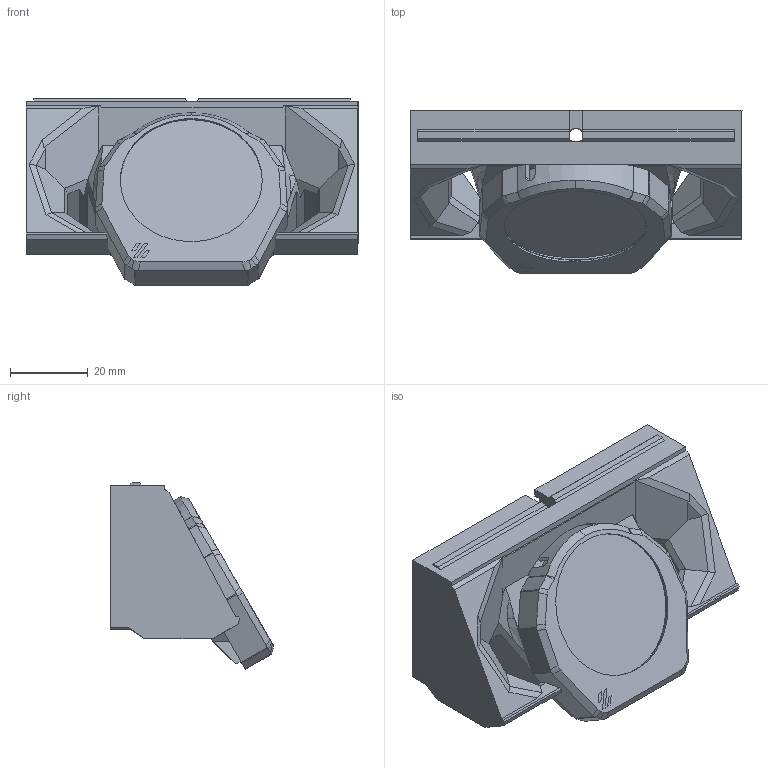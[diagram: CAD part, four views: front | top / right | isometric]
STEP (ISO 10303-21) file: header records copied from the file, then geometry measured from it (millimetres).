
FILE_DESCRIPTION(('HOOPS Exchange Step'),'2;1');
FILE_NAME('temp_export','2025-05-29T23:49:40+20:00',('tariel'),('Shapr3D Limited'),'HOOPS Exchange 2024.8','Shapr3D','Authorized');
FILE_SCHEMA( ('AP242_MANAGED_MODEL_BASED_3D_ENGINEERING_MIM_LF {1 0 10303 442 1 1 4}') );
Length unit declared in the file: millimetre
Products named in the file (3): voron logo; Knomi 2 StealthSkirt Mount; root
Assembly tree (2 placements, depth 3):
  root
    Knomi 2 StealthSkirt Mount
      voron logo
Bounding box: 85.63 x 42.09 x 48.12 mm (x, y, z)
Volume: 75060.3 mm3; surface area: 25400.5 mm2
Topology: 7 solids, 7 shells, 335 faces, 968 edges, 647 vertices
Faces by surface type: plane 196, cylinder 79, bspline 42, torus 11, cone 4, sphere 3
Full cylindrical faces by diameter (mm): 2.75 x4, 3.7 x2, 6 x1, 38 x1
Entity records: 21916 total; most frequent: CARTESIAN_POINT 13384, ORIENTED_EDGE 1934, DIRECTION 1503, EDGE_CURVE 967, VERTEX_POINT 647, VECTOR 599, LINE 599, AXIS2_PLACEMENT_3D 452
